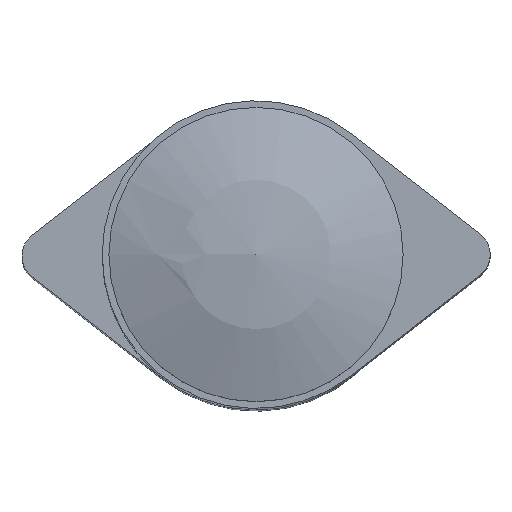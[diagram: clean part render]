
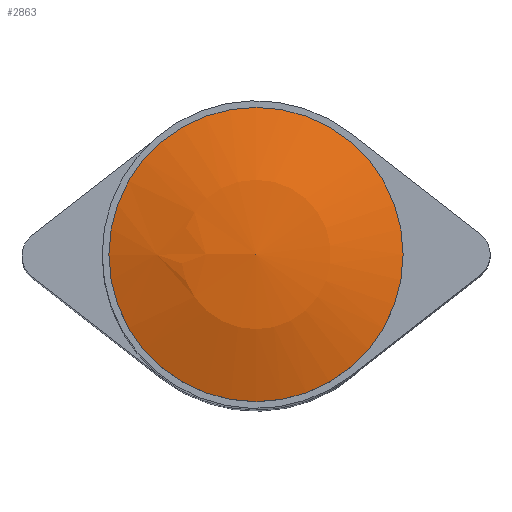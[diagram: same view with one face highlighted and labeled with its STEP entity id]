
A CAD part, top view. The second image highlights one B-rep face of the part: STEP entity #2863.
In plain terms, the highlighted spherical face has radius 31.25 mm.
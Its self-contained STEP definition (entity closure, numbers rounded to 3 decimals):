
#27=SPHERICAL_SURFACE('',#3252,31.25);
#206=CIRCLE('',#3253,31.25);
#207=CIRCLE('',#3254,11.);
#208=CIRCLE('',#3255,11.);
#411=FACE_OUTER_BOUND('',#608,.T.);
#608=EDGE_LOOP('',(#2550,#2551,#2552,#2553));
#1382=VERTEX_POINT('',#4959);
#1383=VERTEX_POINT('',#4960);
#1384=VERTEX_POINT('',#4962);
#1774=EDGE_CURVE('',#1382,#1383,#206,.T.);
#1775=EDGE_CURVE('',#1384,#1383,#207,.T.);
#1776=EDGE_CURVE('',#1383,#1384,#208,.T.);
#2550=ORIENTED_EDGE('',*,*,#1774,.T.);
#2551=ORIENTED_EDGE('',*,*,#1775,.F.);
#2552=ORIENTED_EDGE('',*,*,#1776,.F.);
#2553=ORIENTED_EDGE('',*,*,#1774,.F.);
#2863=ADVANCED_FACE('',(#411),#27,.T.);
#3252=AXIS2_PLACEMENT_3D('',#4958,#4112,#4113);
#3253=AXIS2_PLACEMENT_3D('',#4961,#4114,#4115);
#3254=AXIS2_PLACEMENT_3D('',#4963,#4116,#4117);
#3255=AXIS2_PLACEMENT_3D('',#4964,#4118,#4119);
#4112=DIRECTION('center_axis',(0.,0.,1.));
#4113=DIRECTION('ref_axis',(1.,0.,0.));
#4114=DIRECTION('center_axis',(0.,-1.,0.));
#4115=DIRECTION('ref_axis',(-1.,0.,0.));
#4116=DIRECTION('center_axis',(0.,0.,-1.));
#4117=DIRECTION('ref_axis',(-1.,0.,0.));
#4118=DIRECTION('center_axis',(0.,0.,-1.));
#4119=DIRECTION('ref_axis',(-1.,0.,0.));
#4958=CARTESIAN_POINT('Origin',(0.,0.,93.75));
#4959=CARTESIAN_POINT('',(0.,0.,125.));
#4960=CARTESIAN_POINT('',(-11.,0.,123.));
#4961=CARTESIAN_POINT('Origin',(0.,0.,93.75));
#4962=CARTESIAN_POINT('',(11.,0.,123.));
#4963=CARTESIAN_POINT('Origin',(0.,0.,123.));
#4964=CARTESIAN_POINT('Origin',(0.,0.,123.));
